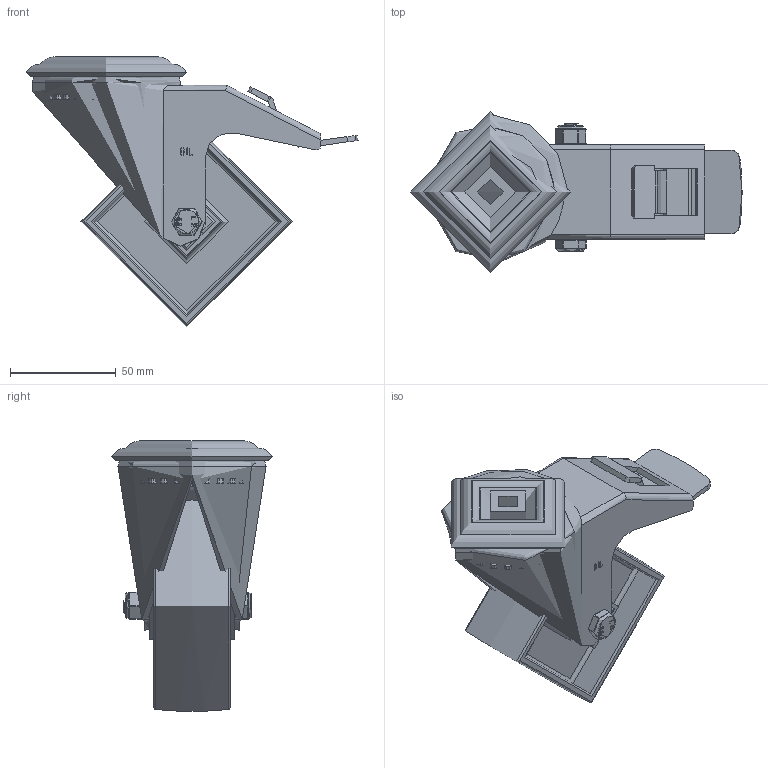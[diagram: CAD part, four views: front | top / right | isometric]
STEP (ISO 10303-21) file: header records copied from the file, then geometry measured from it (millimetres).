
FILE_DESCRIPTION(/* description */ ('','CAx-IF Rec.Pracs.---Representation and Presentation of Product Manufacturing Information (PMI)---4.0---2014-10-13'),/* implementation_level */ '2;1');
FILE_NAME(/* name */ 'BZMM100PLBBH12SW.step',/* time_stamp */ '2024-12-16T10:41:35Z',/* author */ (''),/* organization */ (''),/* preprocessor_version */ 'ST-DEVELOPER v20',/* originating_system */ 'Autodesk Translation Framework v13.20.0.188',/* authorisation */ '');
FILE_SCHEMA (('AP242_MANAGED_MODEL_BASED_3D_ENGINEERING_MIM_LF { 1 0 10303 442 1 1 4 }'));
Length unit declared in the file: millimetre
Products named in the file (20): BZMM100PLBBH12SW; BZMM100ASBH12SWB v1; PRESSED STEEL, ZINC PLATED HEAD; PRESSED STEEL, ZINC PLATED FORKS; PRESSED STEEL, ZINC PLATED BRAKE PEDAL; BRAKE PAD; BZML100WPLRB v2; POLYPROPYLENE WHEEL; NYLON BEARING; NYLON CAGE; RIBS; Component4; TUBEM12X40 v1; ZINC PLATED STEEL TUBE; HEXBOLTM8X55Z8.8 v2; GRADE 8.8 ZINC PLATED BOLT; NYLOCM8Z v1; NYLOC NUT; NUT; RUBBER
Assembly tree (26 placements, depth 5):
  BZMM100PLBBH12SW
    BZMM100ASBH12SWB v1
      PRESSED STEEL, ZINC PLATED HEAD
      PRESSED STEEL, ZINC PLATED FORKS
      PRESSED STEEL, ZINC PLATED BRAKE PEDAL
      BRAKE PAD
    BZML100WPLRB v2
      POLYPROPYLENE WHEEL
      NYLON BEARING
        NYLON CAGE
        RIBS
          Component4  x8
    TUBEM12X40 v1
      ZINC PLATED STEEL TUBE
    HEXBOLTM8X55Z8.8 v2
      GRADE 8.8 ZINC PLATED BOLT
    NYLOCM8Z v1
      NYLOC NUT
        NUT
        RUBBER
Bounding box: 157 x 76 x 127.9 mm (x, y, z)
Volume: 203422.7 mm3; surface area: 112702.8 mm2
Topology: 18 solids, 18 shells, 664 faces, 1713 edges, 1090 vertices
Faces by surface type: plane 338, cylinder 223, bspline 40, torus 29, sphere 24, cone 10
Full cylindrical faces by diameter (mm): 0.664 x2, 3 x8, 6.446 x7, 7.866 x13, 8 x3, 8.2 x2, 8.4 x1, 8.6 x2, 11.5 x1, 11.9 x1, 12.1 x1, 12.2 x1, 12.5 x1, 18 x2, 21.313 x1, 24 x3, 27 x1, 38 x1, 49.5 x1, 65 x1, 70 x1, 72 x1, 88 x2
Entity records: 27071 total; most frequent: CARTESIAN_POINT 10594, ORIENTED_EDGE 3370, DIRECTION 3338, EDGE_CURVE 1685, AXIS2_PLACEMENT_3D 1185, VERTEX_POINT 1076, LINE 968, VECTOR 968
